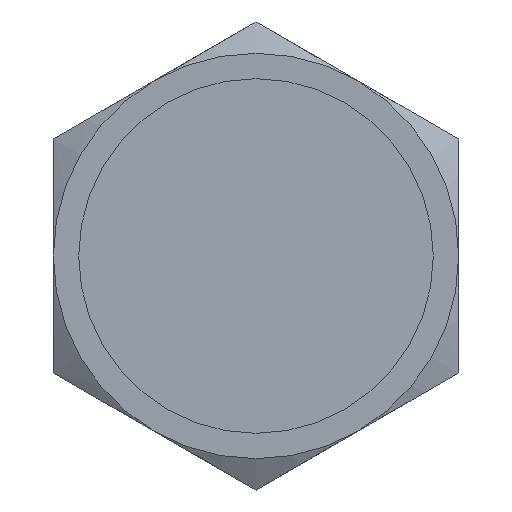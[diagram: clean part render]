
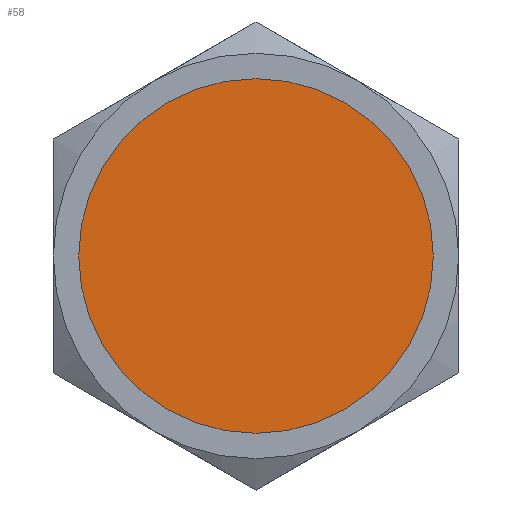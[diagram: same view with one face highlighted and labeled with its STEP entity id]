
A CAD part, left-side view. The second image highlights one B-rep face of the part: STEP entity #58.
In plain terms, the highlighted planar face has unit normal (-1, 0, 0).
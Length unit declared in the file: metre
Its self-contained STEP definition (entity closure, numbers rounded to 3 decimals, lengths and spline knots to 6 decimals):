
#58 = ADVANCED_FACE( 'NONE', ( #121 ), #122, .F. );
#121 = FACE_OUTER_BOUND( '', #186, .T. );
#122 = PLANE( '', #187 );
#186 = EDGE_LOOP( '', ( #291 ) );
#187 = AXIS2_PLACEMENT_3D( '', #292, #293, #294 );
#291 = ORIENTED_EDGE( '', *, *, #395, .F. );
#292 = CARTESIAN_POINT( '', ( 0.000475, 0., 0. ) );
#293 = DIRECTION( '', ( 1., 0., 0. ) );
#294 = DIRECTION( '', ( 0., 0., 1. ) );
#395 = EDGE_CURVE( 'NONE', #466, #466, #467, .T. );
#466 = VERTEX_POINT( '', #633 );
#467 = CIRCLE( '', #634, 0.0035 );
#633 = CARTESIAN_POINT( '', ( 0.000475, 0.0035, 0. ) );
#634 = AXIS2_PLACEMENT_3D( '', #715, #716, #717 );
#715 = CARTESIAN_POINT( '', ( 0.000475, 0., 0. ) );
#716 = DIRECTION( '', ( 1., 0., 0. ) );
#717 = DIRECTION( '', ( 0., 1., 0. ) );
